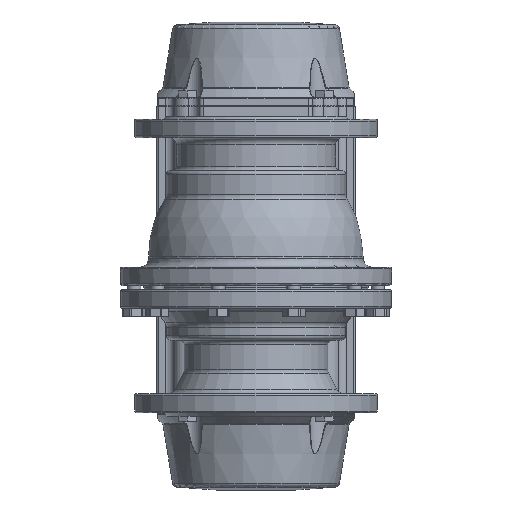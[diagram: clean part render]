
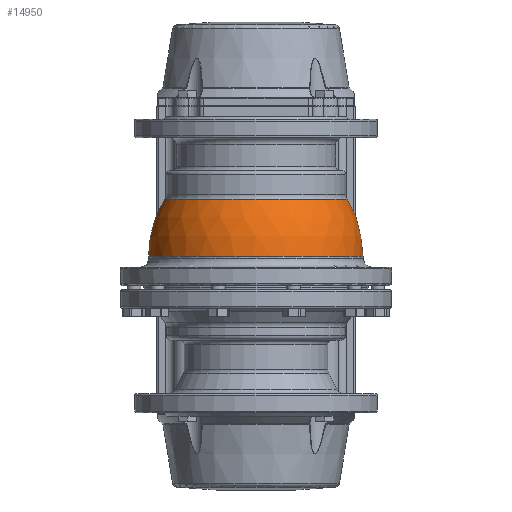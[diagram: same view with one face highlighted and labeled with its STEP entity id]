
A CAD part, front view. The second image highlights one B-rep face of the part: STEP entity #14950.
In plain terms, the highlighted spherical face has radius 125.5 mm.
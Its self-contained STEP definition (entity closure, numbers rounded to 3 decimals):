
#655=SPHERICAL_SURFACE('',#16593,125.5);
#3231=ORIENTED_EDGE('',*,*,#7520,.F.);
#3232=ORIENTED_EDGE('',*,*,#7518,.T.);
#3233=ORIENTED_EDGE('',*,*,#7521,.F.);
#7518=EDGE_CURVE('',#9664,#9663,#11118,.T.);
#7520=EDGE_CURVE('',#9665,#9665,#11119,.T.);
#7521=EDGE_CURVE('',#9664,#9663,#11120,.T.);
#9663=VERTEX_POINT('',#23089);
#9664=VERTEX_POINT('',#23091);
#9665=VERTEX_POINT('',#23107);
#11118=CIRCLE('',#16592,125.5);
#11119=CIRCLE('',#16594,106.513);
#11120=CIRCLE('',#16595,34.5);
#11943=EDGE_LOOP('',(#3231));
#11944=EDGE_LOOP('',(#3232,#3233));
#13311=FACE_BOUND('',#11943,.T.);
#13312=FACE_BOUND('',#11944,.T.);
#14950=ADVANCED_FACE('',(#13311,#13312),#655,.T.);
#16592=AXIS2_PLACEMENT_3D('',#23090,#18411,#18412);
#16593=AXIS2_PLACEMENT_3D('',#23105,#18413,#18414);
#16594=AXIS2_PLACEMENT_3D('',#23106,#18415,#18416);
#16595=AXIS2_PLACEMENT_3D('',#23108,#18417,#18418);
#18411=DIRECTION('',(0.,0.,1.));
#18412=DIRECTION('',(-1.,0.,0.));
#18413=DIRECTION('',(0.,0.,1.));
#18414=DIRECTION('',(-1.,0.,0.));
#18415=DIRECTION('',(0.,0.,1.));
#18416=DIRECTION('',(-1.,0.,0.));
#18417=DIRECTION('',(0.,1.,0.));
#18418=DIRECTION('',(0.,0.,1.));
#23089=CARTESIAN_POINT('',(34.5,120.665,61.2));
#23090=CARTESIAN_POINT('',(0.,0.,61.2));
#23091=CARTESIAN_POINT('',(-34.5,120.665,61.2));
#23105=CARTESIAN_POINT('',(0.,0.,61.2));
#23106=CARTESIAN_POINT('',(0.,0.,127.572));
#23107=CARTESIAN_POINT('',(-106.513,0.,127.572));
#23108=CARTESIAN_POINT('',(0.,120.665,61.2));
